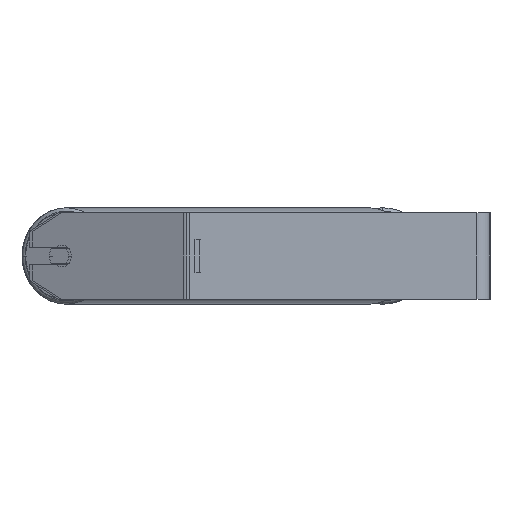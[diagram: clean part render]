
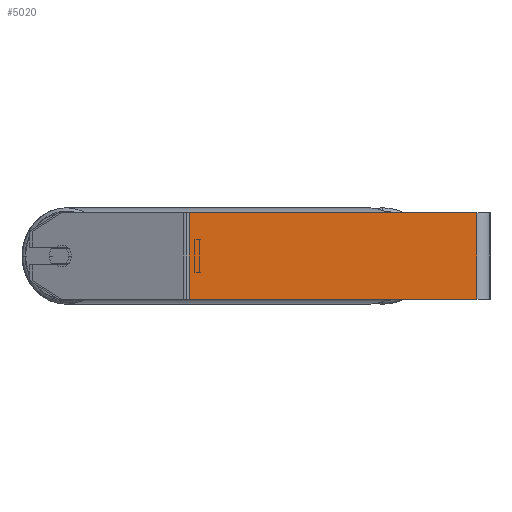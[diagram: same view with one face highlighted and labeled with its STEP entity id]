
A CAD part, left-side view. The second image highlights one B-rep face of the part: STEP entity #5020.
In plain terms, the highlighted planar face has unit normal (-1, 0, 0).
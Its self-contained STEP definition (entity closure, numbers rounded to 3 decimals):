
#110 = DIRECTION ( 'NONE',  ( 0., 0., -1. ) ) ;
#196 = EDGE_LOOP ( 'NONE', ( #8404, #1762, #6659, #4717 ) ) ;
#461 = EDGE_CURVE ( 'NONE', #7375, #8410, #1361, .T. ) ;
#552 = CARTESIAN_POINT ( 'NONE',  ( -1045., 12., 40. ) ) ;
#656 = CARTESIAN_POINT ( 'NONE',  ( -1045., 277.805, 40. ) ) ;
#839 = VERTEX_POINT ( 'NONE', #4056 ) ;
#857 = VECTOR ( 'NONE', #2071, 1000. ) ;
#1237 = VECTOR ( 'NONE', #2828, 1000. ) ;
#1361 = LINE ( 'NONE', #6082, #1237 ) ;
#1554 = AXIS2_PLACEMENT_3D ( 'NONE', #2060, #6842, #110 ) ;
#1762 = ORIENTED_EDGE ( 'NONE', *, *, #6451, .F. ) ;
#2060 = CARTESIAN_POINT ( 'NONE',  ( -1045., 280.465, 40. ) ) ;
#2071 = DIRECTION ( 'NONE',  ( 0., -1., 0. ) ) ;
#2828 = DIRECTION ( 'NONE',  ( 0., -1., 0. ) ) ;
#3370 = EDGE_CURVE ( 'NONE', #7375, #839, #6034, .T. ) ;
#3530 = LINE ( 'NONE', #5623, #7072 ) ;
#3840 = DIRECTION ( 'NONE',  ( 0., 0., -1. ) ) ;
#4056 = CARTESIAN_POINT ( 'NONE',  ( -1045., 277.805, -40. ) ) ;
#4178 = CARTESIAN_POINT ( 'NONE',  ( -1045., 12., -40. ) ) ;
#4684 = EDGE_CURVE ( 'NONE', #839, #5355, #5456, .T. ) ;
#4717 = ORIENTED_EDGE ( 'NONE', *, *, #3370, .T. ) ;
#5020 = ADVANCED_FACE ( 'NONE', ( #6757 ), #7447, .F. ) ;
#5355 = VERTEX_POINT ( 'NONE', #4178 ) ;
#5456 = LINE ( 'NONE', #7548, #857 ) ;
#5623 = CARTESIAN_POINT ( 'NONE',  ( -1045., 12., 40. ) ) ;
#6034 = LINE ( 'NONE', #656, #7041 ) ;
#6082 = CARTESIAN_POINT ( 'NONE',  ( -1045., 280.465, 40. ) ) ;
#6451 = EDGE_CURVE ( 'NONE', #8410, #5355, #3530, .T. ) ;
#6659 = ORIENTED_EDGE ( 'NONE', *, *, #461, .F. ) ;
#6757 = FACE_OUTER_BOUND ( 'NONE', #196, .T. ) ;
#6842 = DIRECTION ( 'NONE',  ( 1., 0., 0. ) ) ;
#6852 = DIRECTION ( 'NONE',  ( 0., 0., -1. ) ) ;
#7041 = VECTOR ( 'NONE', #3840, 1000. ) ;
#7072 = VECTOR ( 'NONE', #6852, 1000. ) ;
#7375 = VERTEX_POINT ( 'NONE', #7653 ) ;
#7447 = PLANE ( 'NONE',  #1554 ) ;
#7548 = CARTESIAN_POINT ( 'NONE',  ( -1045., 280.465, -40. ) ) ;
#7653 = CARTESIAN_POINT ( 'NONE',  ( -1045., 277.805, 40. ) ) ;
#8404 = ORIENTED_EDGE ( 'NONE', *, *, #4684, .T. ) ;
#8410 = VERTEX_POINT ( 'NONE', #552 ) ;
